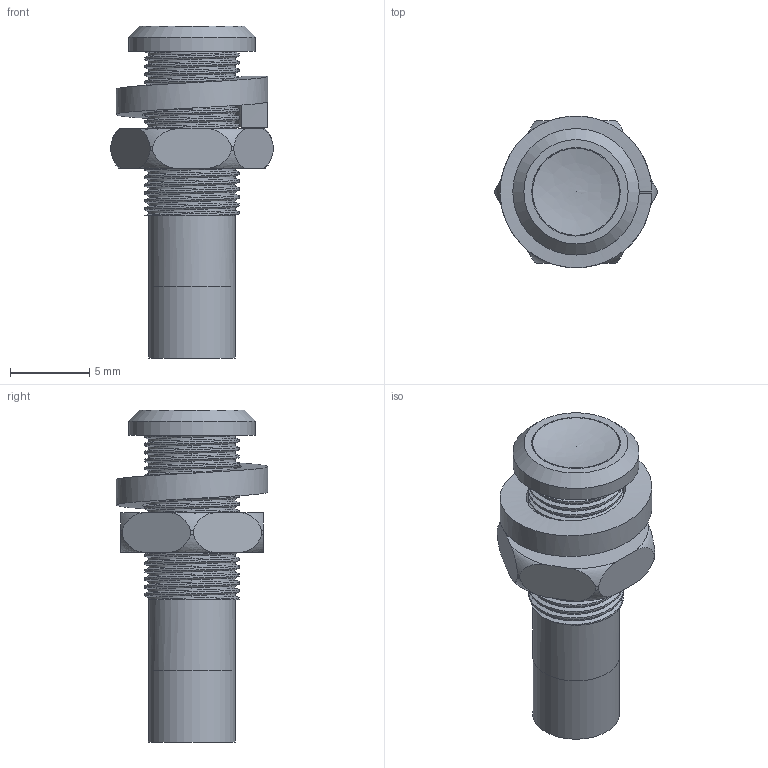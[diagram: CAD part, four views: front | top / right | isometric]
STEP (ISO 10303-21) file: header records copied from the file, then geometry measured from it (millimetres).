
FILE_DESCRIPTION(/* description */ (''),/* implementation_level */ '2;1');
FILE_NAME(/* name */ 'j6_130_x_t.stp',/* time_stamp */ '2019-11-28T10:40:08+08:00',/* author */ (''),/* organization */ (''),/* preprocessor_version */ 'ST-DEVELOPER v11',/* originating_system */ 'SIEMENS UGS NX 6.0',/* authorisation */ '');
FILE_SCHEMA (('CONFIG_CONTROL_DESIGN'));
Length unit declared in the file: millimetre
Products named in the file (6): solid_id26_x_t; solid_id21_x_t; solid_id16_x_t; solid_id11_x_t; solid_id6_x_t; j6_130_x_t
Assembly tree (5 placements, depth 2):
  j6_130_x_t
    solid_id6_x_t
    solid_id11_x_t
    solid_id16_x_t
    solid_id21_x_t
    solid_id26_x_t
Bounding box: 10.3 x 9.59 x 21 mm (x, y, z)
Volume: 390.1 mm3; surface area: 1507 mm2
Topology: 4 solids, 5 shells, 121 faces, 334 edges, 226 vertices
Faces by surface type: cylinder 45, plane 45, bspline 12, revolution 12, cone 7
Full cylindrical faces by diameter (mm): 3 x1, 4 x1, 4.1 x1, 5 x2, 5.5 x24, 5.6 x1, 8 x1
Entity records: 11931 total; most frequent: CARTESIAN_POINT 9023, ORIENTED_EDGE 472, DIRECTION 429, EDGE_CURVE 236, VERTEX_POINT 168, AXIS2_PLACEMENT_3D 166, EDGE_LOOP 126, ADVANCED_FACE 99
